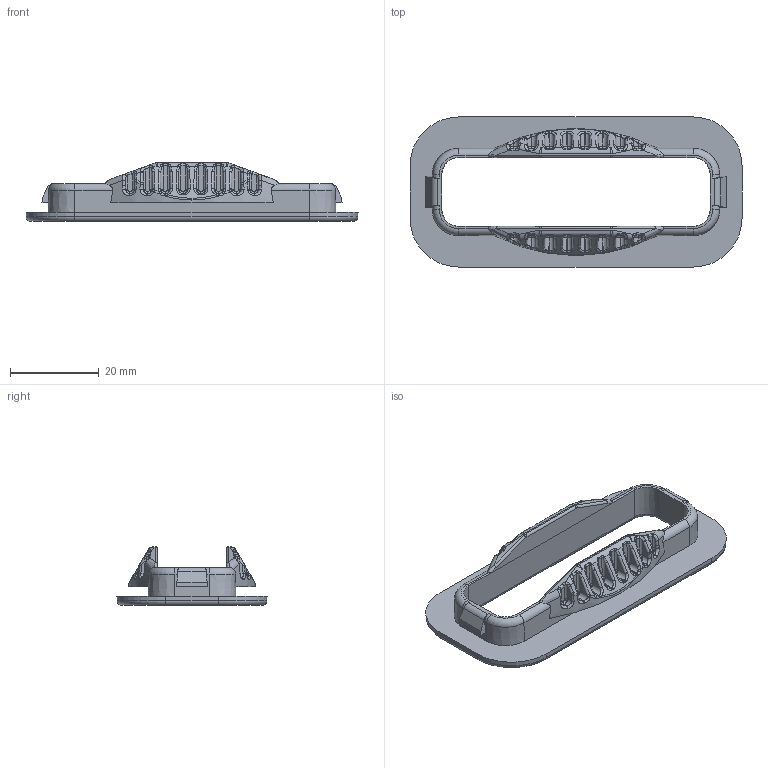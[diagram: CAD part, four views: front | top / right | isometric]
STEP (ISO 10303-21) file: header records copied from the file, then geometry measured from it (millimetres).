
FILE_DESCRIPTION((''),'2;1');
FILE_NAME('NO20_24X65','2020-04-30T10:55:45',('tomasz.grudniewski'),(''),'CREO PARAMETRIC BY PTC INC, 2019352','CREO PARAMETRIC BY PTC INC, 2019352','');
FILE_SCHEMA(('CONFIG_CONTROL_DESIGN'));
Length unit declared in the file: millimetre
Products named in the file (1): NO20_24X65
Bounding box: 74.8 x 33.8 x 13.2 mm (x, y, z)
Volume: 6208.5 mm3; surface area: 6543.5 mm2
Topology: 1 solids, 1 shells, 558 faces, 1348 edges, 788 vertices
Faces by surface type: bspline 236, cylinder 170, plane 110, torus 24, cone 14, sphere 4
Entity records: 27541 total; most frequent: CARTESIAN_POINT 16503, ORIENTED_EDGE 2688, DIRECTION 1672, EDGE_CURVE 1344, VERTEX_POINT 788, AXIS2_PLACEMENT_3D 632, B_SPLINE_CURVE_WITH_KNOTS 626, EDGE_LOOP 560
